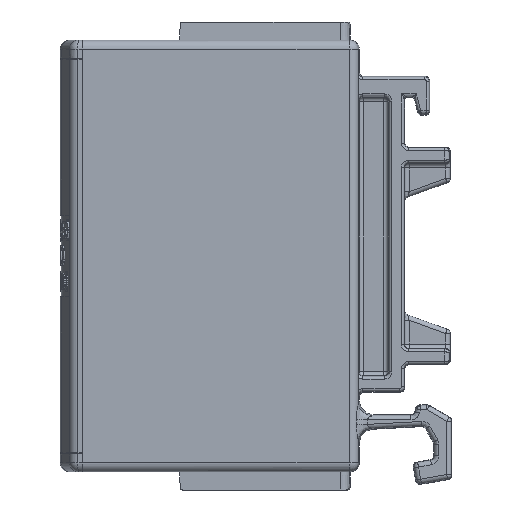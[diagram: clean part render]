
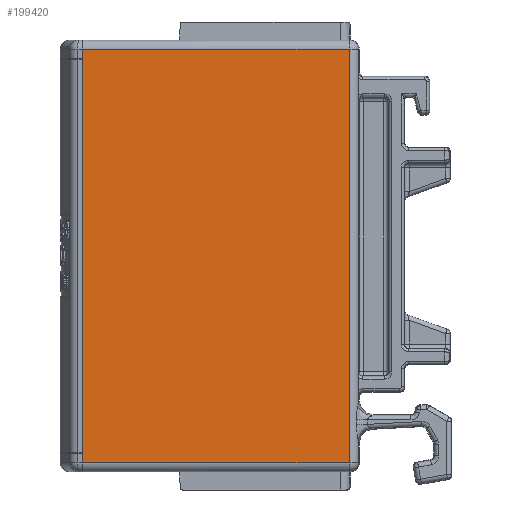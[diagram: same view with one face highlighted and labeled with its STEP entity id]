
A CAD part, left-side view. The second image highlights one B-rep face of the part: STEP entity #199420.
In plain terms, the highlighted planar face has unit normal (-1, 0, 0).
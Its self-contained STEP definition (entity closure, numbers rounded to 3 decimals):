
#28710=CARTESIAN_POINT('',(-9.,30.5,-21.8));
#28720=VERTEX_POINT('',#28710);
#29470=CARTESIAN_POINT('',(-9.,1.14,-22.8));
#29480=VERTEX_POINT('',#29470);
#29930=CARTESIAN_POINT('',(-9.,30.5,-22.8));
#29940=VERTEX_POINT('',#29930);
#29970=CARTESIAN_POINT('',(-9.,0.,-22.8));
#29980=DIRECTION('',(0.,-1.,0.));
#29990=VECTOR('',#29980,1.);
#30000=LINE('',#29970,#29990);
#30010=EDGE_CURVE('',#29940,#29480,#30000,.T.);
#40120=CARTESIAN_POINT('',(-9.,1.14,22.8));
#40130=VERTEX_POINT('',#40120);
#45130=CARTESIAN_POINT('',(-9.,1.14,0.));
#45140=DIRECTION('',(0.,0.,-1.));
#45150=VECTOR('',#45140,1.);
#45160=LINE('',#45130,#45150);
#45170=EDGE_CURVE('',#40130,#29480,#45160,.T.);
#181050=CARTESIAN_POINT('',(-9.,30.5,22.8));
#181060=DIRECTION('',(0.,0.,-1.));
#181070=VECTOR('',#181060,1.);
#181080=LINE('',#181050,#181070);
#181090=CARTESIAN_POINT('',(-9.,30.5,22.8));
#181100=VERTEX_POINT('',#181090);
#181110=CARTESIAN_POINT('',(-9.,30.5,21.8));
#181120=VERTEX_POINT('',#181110);
#181130=EDGE_CURVE('',#181100,#181120,#181080,.T.);
#198860=CARTESIAN_POINT('',(-9.,30.5,-21.8));
#198870=DIRECTION('',(0.,0.,-1.));
#198880=VECTOR('',#198870,1.);
#198890=LINE('',#198860,#198880);
#198900=EDGE_CURVE('',#28720,#29940,#198890,.T.);
#199070=CARTESIAN_POINT('',(-9.,-1.796,-27.36))
;
#199080=DIRECTION('',(-1.,0.,0.));
#199090=DIRECTION('',(0.,1.,0.));
#199100=AXIS2_PLACEMENT_3D('',#199070,#199080,#199090);
#199110=PLANE('',#199100);
#199120=ORIENTED_EDGE('',*,*,#198900,.T.);
#199130=CARTESIAN_POINT('',(-9.,30.5,0.));
#199140=DIRECTION('',(0.,0.,-1.));
#199150=VECTOR('',#199140,1.);
#199160=LINE('',#199130,#199150);
#199170=CARTESIAN_POINT('',(-9.,30.5,-21.7));
#199180=VERTEX_POINT('',#199170);
#199190=EDGE_CURVE('',#199180,#28720,#199160,.T.);
#199200=ORIENTED_EDGE('',*,*,#199190,.T.);
#199210=CARTESIAN_POINT('',(-9.,30.5,0.));
#199220=DIRECTION('',(0.,0.,-1.));
#199230=VECTOR('',#199220,1.);
#199240=LINE('',#199210,#199230);
#199250=CARTESIAN_POINT('',(-9.,30.5,21.7));
#199260=VERTEX_POINT('',#199250);
#199270=EDGE_CURVE('',#199260,#199180,#199240,.T.);
#199280=ORIENTED_EDGE('',*,*,#199270,.T.);
#199290=EDGE_CURVE('',#181120,#199260,#199160,.T.);
#199300=ORIENTED_EDGE('',*,*,#199290,.T.);
#199310=ORIENTED_EDGE('',*,*,#181130,.T.);
#199320=CARTESIAN_POINT('',(-9.,0.,22.8));
#199330=DIRECTION('',(0.,-1.,0.));
#199340=VECTOR('',#199330,1.);
#199350=LINE('',#199320,#199340);
#199360=EDGE_CURVE('',#181100,#40130,#199350,.T.);
#199370=ORIENTED_EDGE('',*,*,#199360,.F.);
#199380=ORIENTED_EDGE('',*,*,#45170,.F.);
#199390=ORIENTED_EDGE('',*,*,#30010,.T.);
#199400=EDGE_LOOP('',(#199390,#199380,#199370,#199310,#199300,#199280,
#199200,#199120));
#199410=FACE_OUTER_BOUND('',#199400,.T.);
#199420=ADVANCED_FACE('',(#199410),#199110,.T.);
